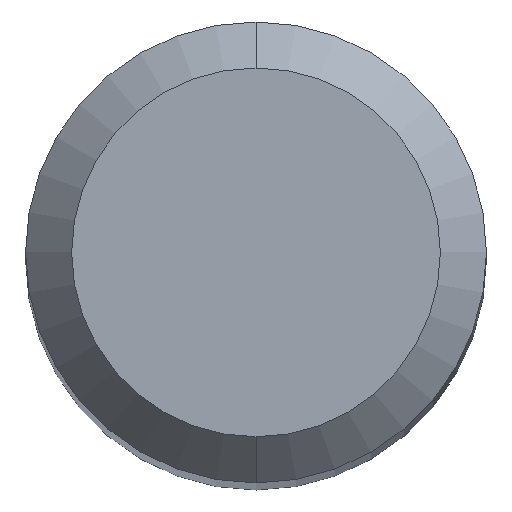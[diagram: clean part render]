
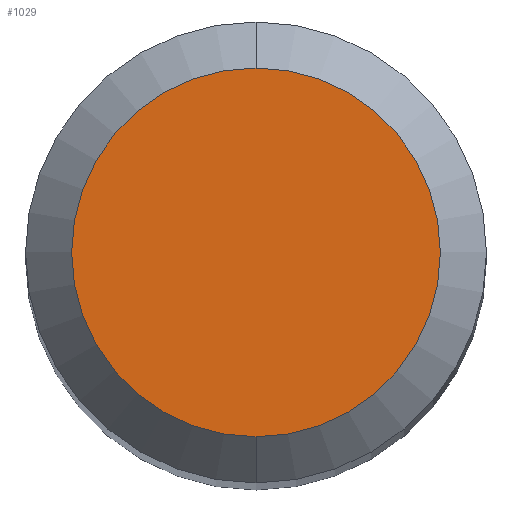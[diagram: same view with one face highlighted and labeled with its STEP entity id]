
A CAD part, top view. The second image highlights one B-rep face of the part: STEP entity #1029.
In plain terms, the highlighted planar face has unit normal (0, 0, 1).
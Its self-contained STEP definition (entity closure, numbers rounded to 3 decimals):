
#569=EDGE_CURVE('',#819,#681,#1346,.T.);
#681=VERTEX_POINT('',#1467);
#819=VERTEX_POINT('',#1618);
#837=EDGE_CURVE('',#681,#819,#1637,.T.);
#1029=ADVANCED_FACE('',(#1844),#1845,.T.);
#1346=CIRCLE('',#3366,1.2);
#1467=CARTESIAN_POINT('',(0.0,1.2,0.0));
#1618=CARTESIAN_POINT('',(0.,-1.2,0.0));
#1637=CIRCLE('',#4723,1.2);
#1844=FACE_OUTER_BOUND('',#5703,.T.);
#1845=PLANE('',#5704);
#3366=AXIS2_PLACEMENT_3D('',#6503,#6504,#6505);
#4723=AXIS2_PLACEMENT_3D('',#6792,#6793,#6794);
#5703=EDGE_LOOP('',(#6985,#6986));
#5704=AXIS2_PLACEMENT_3D('',#6987,#6988,#6989);
#6503=CARTESIAN_POINT('',(0.0,0.0,0.0));
#6504=DIRECTION('',(0.0,0.0,-1.0));
#6505=DIRECTION('',(0.0,1.0,0.0));
#6792=CARTESIAN_POINT('',(0.0,0.0,0.0));
#6793=DIRECTION('',(0.0,0.0,-1.0));
#6794=DIRECTION('',(0.0,1.0,0.0));
#6985=ORIENTED_EDGE('',*,*,#837,.F.);
#6986=ORIENTED_EDGE('',*,*,#569,.F.);
#6987=CARTESIAN_POINT('',(0.0,0.6,0.0));
#6988=DIRECTION('',(-0.0,0.0,1.0));
#6989=DIRECTION('',(0.0,-1.0,0.0));
